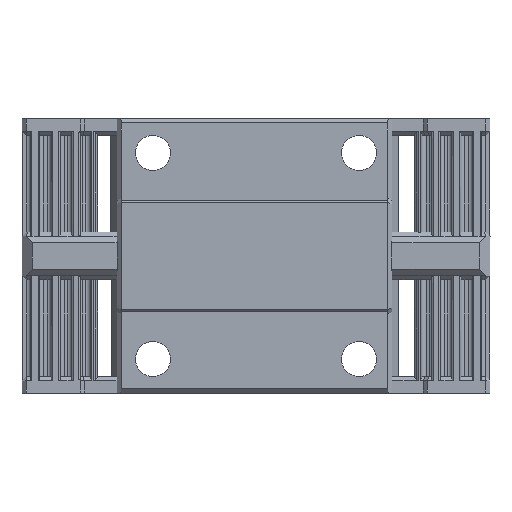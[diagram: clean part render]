
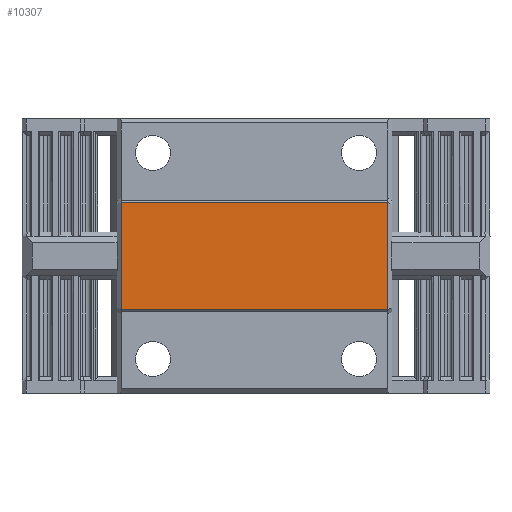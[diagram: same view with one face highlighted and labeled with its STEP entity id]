
A CAD part, top view. The second image highlights one B-rep face of the part: STEP entity #10307.
In plain terms, the highlighted planar face has unit normal (0, 0, 1).
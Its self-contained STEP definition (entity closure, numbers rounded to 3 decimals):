
#713=PLANE('',#11185);
#1280=FACE_OUTER_BOUND('',#1879,.T.);
#1879=EDGE_LOOP('',(#9377,#9378,#9379,#9380));
#3015=LINE('',#17112,#4195);
#3016=LINE('',#17114,#4196);
#3017=LINE('',#17116,#4197);
#3018=LINE('',#17117,#4198);
#4195=VECTOR('',#13841,10.);
#4196=VECTOR('',#13842,10.);
#4197=VECTOR('',#13843,10.);
#4198=VECTOR('',#13844,10.);
#5351=VERTEX_POINT('',#17110);
#5352=VERTEX_POINT('',#17111);
#5353=VERTEX_POINT('',#17113);
#5354=VERTEX_POINT('',#17115);
#6742=EDGE_CURVE('',#5351,#5352,#3015,.T.);
#6743=EDGE_CURVE('',#5353,#5351,#3016,.T.);
#6744=EDGE_CURVE('',#5354,#5353,#3017,.T.);
#6745=EDGE_CURVE('',#5352,#5354,#3018,.T.);
#9377=ORIENTED_EDGE('',*,*,#6742,.F.);
#9378=ORIENTED_EDGE('',*,*,#6743,.F.);
#9379=ORIENTED_EDGE('',*,*,#6744,.F.);
#9380=ORIENTED_EDGE('',*,*,#6745,.F.);
#10307=ADVANCED_FACE('',(#1280),#713,.T.);
#11185=AXIS2_PLACEMENT_3D('',#17109,#13839,#13840);
#13839=DIRECTION('center_axis',(0.,0.,
1.));
#13840=DIRECTION('ref_axis',(0.,-1.,0.));
#13841=DIRECTION('',(0.,1.,0.));
#13842=DIRECTION('',(-1.,0.,0.));
#13843=DIRECTION('',(0.,-1.,0.));
#13844=DIRECTION('',(1.,0.,0.));
#17109=CARTESIAN_POINT('Origin',(-19.206,-59.133,33.144));
#17110=CARTESIAN_POINT('',(-13.09,-53.236,33.144));
#17111=CARTESIAN_POINT('',(-13.09,-42.836,33.144));
#17112=CARTESIAN_POINT('',(-13.09,-54.485,33.144));
#17113=CARTESIAN_POINT('',(12.767,-53.236,33.144));
#17114=CARTESIAN_POINT('',(-16.348,-53.236,33.144));
#17115=CARTESIAN_POINT('',(12.767,-42.836,33.144));
#17116=CARTESIAN_POINT('',(12.767,-57.685,33.144));
#17117=CARTESIAN_POINT('',(-3.02,-42.836,33.144));
